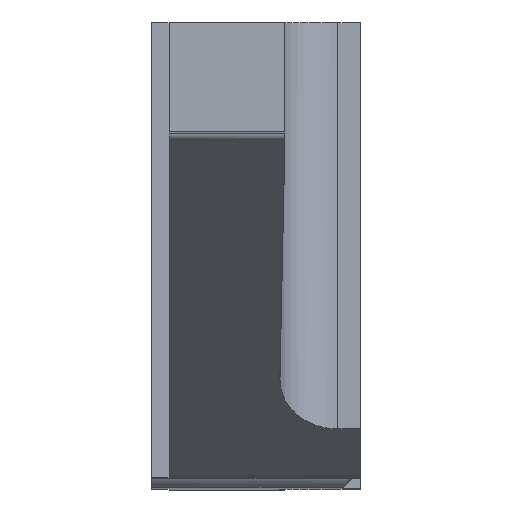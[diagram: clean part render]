
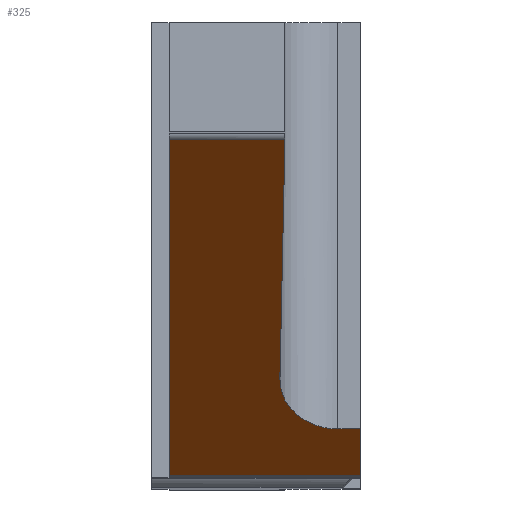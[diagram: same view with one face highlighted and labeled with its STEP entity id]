
A CAD part, top view. The second image highlights one B-rep face of the part: STEP entity #325.
In plain terms, the highlighted planar face has unit normal (0, -0.766, 0.643).
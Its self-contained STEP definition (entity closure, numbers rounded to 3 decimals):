
#2 = DIRECTION ( 'NONE',  ( 1., 0., 0. ) ) ;
#11 = CARTESIAN_POINT ( 'NONE',  ( 0., 1.981, 19.943 ) ) ;
#15 = PLANE ( 'NONE',  #1204 ) ;
#22 = ORIENTED_EDGE ( 'NONE', *, *, #898, .F. ) ;
#24 = VERTEX_POINT ( 'NONE', #996 ) ;
#26 = DIRECTION ( 'NONE',  ( 0.013, 0.643, 0.766 ) ) ;
#29 = VECTOR ( 'NONE', #26, 1000. ) ;
#44 = CARTESIAN_POINT ( 'NONE',  ( -1.3, 2.029, 20.001 ) ) ;
#49 = FACE_OUTER_BOUND ( 'NONE', #88, .T. ) ;
#54 = CARTESIAN_POINT ( 'NONE',  ( -1.387, -2.152, 15.017 ) ) ;
#71 = ORIENTED_EDGE ( 'NONE', *, *, #842, .T. ) ;
#88 = EDGE_LOOP ( 'NONE', ( #71, #22, #750, #97, #620, #248, #238 ) ) ;
#93 = CARTESIAN_POINT ( 'NONE',  ( 0., -3.006, 14. ) ) ;
#97 = ORIENTED_EDGE ( 'NONE', *, *, #1081, .F. ) ;
#108 = LINE ( 'NONE', #694, #1169 ) ;
#110 = VECTOR ( 'NONE', #2, 1000. ) ;
#119 = CARTESIAN_POINT ( 'NONE',  ( -1.387, -2.152, 15.017 ) ) ;
#125 = CARTESIAN_POINT ( 'NONE',  ( -1.397, -2.651, 14.424 ) ) ;
#136 = LINE ( 'NONE', #11, #110 ) ;
#238 = ORIENTED_EDGE ( 'NONE', *, *, #1218, .F. ) ;
#243 = VERTEX_POINT ( 'NONE', #93 ) ;
#248 = ORIENTED_EDGE ( 'NONE', *, *, #924, .F. ) ;
#262 = VERTEX_POINT ( 'NONE', #569 ) ;
#270 = VECTOR ( 'NONE', #338, 1000. ) ;
#281 = VERTEX_POINT ( 'NONE', #900 ) ;
#284 = CARTESIAN_POINT ( 'NONE',  ( 0., 2.018, 19.988 ) ) ;
#325 = ADVANCED_FACE ( 'NONE', ( #49 ), #15, .T. ) ;
#338 = DIRECTION ( 'NONE',  ( -1., 0., 0. ) ) ;
#345 = CARTESIAN_POINT ( 'NONE',  ( 0., -3.006, 14. ) ) ;
#364 = VERTEX_POINT ( 'NONE', #1029 ) ;
#411 = LINE ( 'NONE', #44, #29 ) ;
#486 = VERTEX_POINT ( 'NONE', #663 ) ;
#504 = DIRECTION ( 'NONE',  ( 0., -0.643, -0.766 ) ) ;
#511 = CARTESIAN_POINT ( 'NONE',  ( -3.3, 2.018, 19.988 ) ) ;
#555 = VECTOR ( 'NONE', #1110, 1000. ) ;
#569 = CARTESIAN_POINT ( 'NONE',  ( -0.387, -3.006, 14. ) ) ;
#620 = ORIENTED_EDGE ( 'NONE', *, *, #1252, .T. ) ;
#663 = CARTESIAN_POINT ( 'NONE',  ( -3.3, -3.813, 13.039 ) ) ;
#691 = DIRECTION ( 'NONE',  ( 0., -0.643, -0.766 ) ) ;
#694 = CARTESIAN_POINT ( 'NONE',  ( 0., 2.018, 19.988 ) ) ;
#750 = ORIENTED_EDGE ( 'NONE', *, *, #917, .T. ) ;
#778 = LINE ( 'NONE', #1284, #555 ) ;
#781 = LINE ( 'NONE', #345, #270 ) ;
#798 = VECTOR ( 'NONE', #504, 1000. ) ;
#842 = EDGE_CURVE ( 'NONE', #243, #262, #781, .T. ) ;
#856 = CARTESIAN_POINT ( 'NONE',  ( -0.387, -3.006, 14. ) ) ;
#859 = CARTESIAN_POINT ( 'NONE',  ( -0.981, -3.006, 14. ) ) ;
#869 = LINE ( 'NONE', #511, #798 ) ;
#898 = EDGE_CURVE ( 'NONE', #1066, #262, #951, .T. ) ;
#900 = CARTESIAN_POINT ( 'NONE',  ( -3.3, 1.981, 19.943 ) ) ;
#917 = EDGE_CURVE ( 'NONE', #1066, #24, #411, .T. ) ;
#924 = EDGE_CURVE ( 'NONE', #364, #486, #778, .T. ) ;
#951 =( BOUNDED_CURVE ( )  B_SPLINE_CURVE ( 3, ( #119, #125, #859, #856 ),
 .UNSPECIFIED., .F., .F. ) 
 B_SPLINE_CURVE_WITH_KNOTS ( ( 4, 4 ),
 ( 1.553, 3.142 ),
 .UNSPECIFIED. ) 
 CURVE ( )  GEOMETRIC_REPRESENTATION_ITEM ( )  RATIONAL_B_SPLINE_CURVE ( ( 1., 0.801, 0.801, 1. ) ) 
 REPRESENTATION_ITEM ( '' )  );
#996 = CARTESIAN_POINT ( 'NONE',  ( -1.301, 1.981, 19.943 ) ) ;
#1029 = CARTESIAN_POINT ( 'NONE',  ( 0., -3.813, 13.039 ) ) ;
#1066 = VERTEX_POINT ( 'NONE', #54 ) ;
#1081 = EDGE_CURVE ( 'NONE', #281, #24, #136, .T. ) ;
#1100 = DIRECTION ( 'NONE',  ( 0., -0.643, -0.766 ) ) ;
#1110 = DIRECTION ( 'NONE',  ( -1., 0., 0. ) ) ;
#1135 = DIRECTION ( 'NONE',  ( 0., -0.766, 0.643 ) ) ;
#1169 = VECTOR ( 'NONE', #691, 1000. ) ;
#1204 = AXIS2_PLACEMENT_3D ( 'NONE', #284, #1135, #1100 ) ;
#1218 = EDGE_CURVE ( 'NONE', #243, #364, #108, .T. ) ;
#1252 = EDGE_CURVE ( 'NONE', #281, #486, #869, .T. ) ;
#1284 = CARTESIAN_POINT ( 'NONE',  ( 0., -3.813, 13.039 ) ) ;
